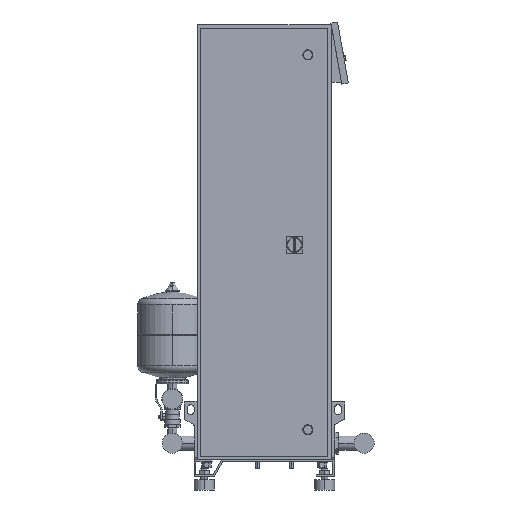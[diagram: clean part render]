
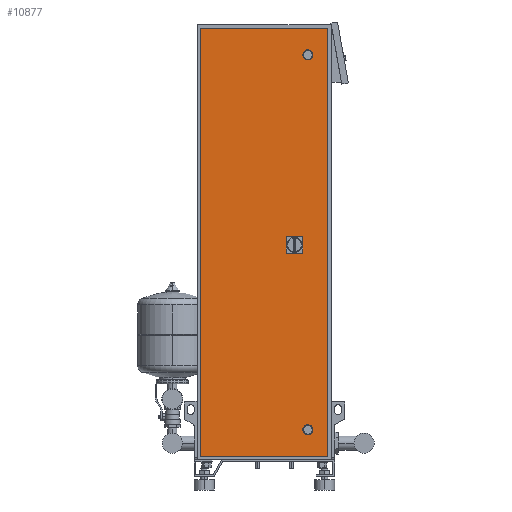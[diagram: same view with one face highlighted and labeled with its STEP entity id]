
A CAD part, left-side view. The second image highlights one B-rep face of the part: STEP entity #10877.
In plain terms, the highlighted free-form (B-spline) face has degree [1, 1] with [2, 2] control points.
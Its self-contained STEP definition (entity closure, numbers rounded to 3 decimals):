
#10510=CARTESIAN_POINT('',(-300.0,-130.0,1285.0));
#10511=VERTEX_POINT('',#10510);
#10527=CARTESIAN_POINT('',(-300.0,-130.0,1315.0));
#10528=VERTEX_POINT('',#10527);
#10535=CARTESIAN_POINT('',(-300.0,-130.0,1300.0));
#10536=DIRECTION('',(1.0,0.0,0.0));
#10537=DIRECTION('',(0.0,0.0,-1.0));
#10538=AXIS2_PLACEMENT_3D('',#10535,#10536,#10537);
#10539=CIRCLE('',#10538,15.0);
#10540=EDGE_CURVE('',#10511,#10528,#10539,.T.);
#10634=CARTESIAN_POINT('',(-300.0,-130.0,165.0));
#10635=VERTEX_POINT('',#10634);
#10651=CARTESIAN_POINT('',(-300.0,-130.0,195.0));
#10652=VERTEX_POINT('',#10651);
#10659=CARTESIAN_POINT('',(-300.0,-130.0,180.0));
#10660=DIRECTION('',(1.0,0.0,0.0));
#10661=DIRECTION('',(0.0,0.0,-1.0));
#10662=AXIS2_PLACEMENT_3D('',#10659,#10660,#10661);
#10663=CIRCLE('',#10662,15.0);
#10664=EDGE_CURVE('',#10635,#10652,#10663,.T.);
#10733=CARTESIAN_POINT('',(-300.0,-130.0,180.0));
#10734=DIRECTION('',(1.0,0.0,0.0));
#10735=DIRECTION('',(0.0,0.0,-1.0));
#10736=AXIS2_PLACEMENT_3D('',#10733,#10734,#10735);
#10737=CIRCLE('',#10736,15.0);
#10738=EDGE_CURVE('',#10652,#10635,#10737,.T.);
#10798=CARTESIAN_POINT('',(-300.0,190.0,100.0));
#10799=VERTEX_POINT('',#10798);
#10800=CARTESIAN_POINT('',(-300.0,-190.0,100.0));
#10801=VERTEX_POINT('',#10800);
#10802=CARTESIAN_POINT('',(-300.0,190.0,100.0));
#10803=DIRECTION('',(0.0,-1.0,0.0));
#10804=VECTOR('',#10803,380.0);
#10805=LINE('',#10802,#10804);
#10806=EDGE_CURVE('',#10799,#10801,#10805,.T.);
#10833=CARTESIAN_POINT('',(-300.0,190.0,1380.0));
#10834=CARTESIAN_POINT('',(-300.0,190.0,100.0));
#10835=CARTESIAN_POINT('',(-300.,-190.0,1380.0));
#10836=CARTESIAN_POINT('',(-300.0,-190.0,100.0));
#10837=B_SPLINE_SURFACE_WITH_KNOTS('',1,1,((#10833,#10835),(#10834,#10836)),.UNSPECIFIED.,.F.,.F.,.U.,(2,2),(2,2),(0.0,1280.0),(0.0,380.0),.UNSPECIFIED.);
#10838=CARTESIAN_POINT('',(-300.0,-190.0,1380.0));
#10839=VERTEX_POINT('',#10838);
#10840=CARTESIAN_POINT('',(-300.0,-190.0,100.0));
#10841=DIRECTION('',(0.0,0.0,1.0));
#10842=VECTOR('',#10841,1280.0);
#10843=LINE('',#10840,#10842);
#10844=EDGE_CURVE('',#10801,#10839,#10843,.T.);
#10845=ORIENTED_EDGE('',*,*,#10844,.T.);
#10846=CARTESIAN_POINT('',(-300.0,190.,1380.0));
#10847=VERTEX_POINT('',#10846);
#10848=CARTESIAN_POINT('',(-300.0,-190.0,1380.0));
#10849=DIRECTION('',(0.0,1.0,0.0));
#10850=VECTOR('',#10849,380.);
#10851=LINE('',#10848,#10850);
#10852=EDGE_CURVE('',#10839,#10847,#10851,.T.);
#10853=ORIENTED_EDGE('',*,*,#10852,.T.);
#10854=CARTESIAN_POINT('',(-300.0,190.,1380.0));
#10855=DIRECTION('',(0.0,0.0,-1.0));
#10856=VECTOR('',#10855,1280.0);
#10857=LINE('',#10854,#10856);
#10858=EDGE_CURVE('',#10847,#10799,#10857,.T.);
#10859=ORIENTED_EDGE('',*,*,#10858,.T.);
#10860=ORIENTED_EDGE('',*,*,#10806,.T.);
#10861=EDGE_LOOP('',(#10845,#10853,#10859,#10860));
#10862=FACE_OUTER_BOUND('',#10861,.T.);
#10863=ORIENTED_EDGE('',*,*,#10738,.T.);
#10864=ORIENTED_EDGE('',*,*,#10664,.T.);
#10865=EDGE_LOOP('',(#10863,#10864));
#10866=FACE_BOUND('',#10865,.T.);
#10867=CARTESIAN_POINT('',(-300.0,-130.0,1300.0));
#10868=DIRECTION('',(1.0,0.0,0.0));
#10869=DIRECTION('',(0.0,0.0,-1.0));
#10870=AXIS2_PLACEMENT_3D('',#10867,#10868,#10869);
#10871=CIRCLE('',#10870,15.0);
#10872=EDGE_CURVE('',#10528,#10511,#10871,.T.);
#10873=ORIENTED_EDGE('',*,*,#10872,.T.);
#10874=ORIENTED_EDGE('',*,*,#10540,.T.);
#10875=EDGE_LOOP('',(#10873,#10874));
#10876=FACE_BOUND('',#10875,.T.);
#10877=ADVANCED_FACE('',(#10862,#10866,#10876),#10837,.T.);
